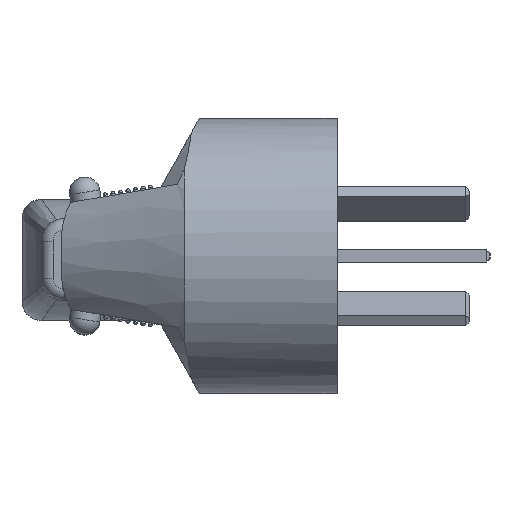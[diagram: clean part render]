
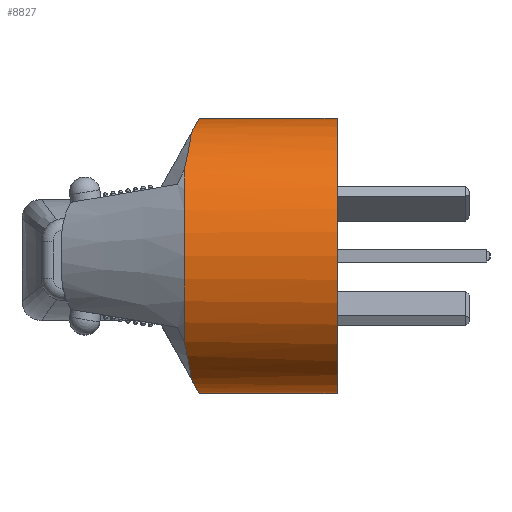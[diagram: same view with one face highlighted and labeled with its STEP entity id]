
A CAD part, top view. The second image highlights one B-rep face of the part: STEP entity #8827.
In plain terms, the highlighted cylindrical face has radius 18 mm (diameter 36 mm), a partial arc.
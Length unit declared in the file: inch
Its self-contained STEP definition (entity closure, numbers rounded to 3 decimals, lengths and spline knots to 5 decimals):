
#48 = CARTESIAN_POINT ( 'NONE',  ( 0.76122, -0.43042, -0.56303 ) ) ;
#223 = EDGE_CURVE ( 'NONE', #1230, #7700, #2281, .T. ) ;
#243 = CARTESIAN_POINT ( 'NONE',  ( 0.76021, -0.42283, -0.56873 ) ) ;
#382 = CARTESIAN_POINT ( 'NONE',  ( 0.75121, -0.32045, -0.63207 ) ) ;
#828 = CARTESIAN_POINT ( 'NONE',  ( 0.75121, -0.32045, 0.63207 ) ) ;
#1136 = VERTEX_POINT ( 'NONE', #6023 ) ;
#1186 = CARTESIAN_POINT ( 'NONE',  ( 0.77215, -0.49415, 0.50811 ) ) ;
#1230 = VERTEX_POINT ( 'NONE', #382 ) ;
#1275 = CARTESIAN_POINT ( 'NONE',  ( 0.7651, -0.4561, 0.54239 ) ) ;
#1335 =( BOUNDED_CURVE ( )  B_SPLINE_CURVE ( 3, ( #12229, #12407, #10904, #2245 ),
 .UNSPECIFIED., .F., .T. ) 
 B_SPLINE_CURVE_WITH_KNOTS ( ( 4, 4 ),
 ( 3.14159, 3.61081 ),
 .UNSPECIFIED. ) 
 CURVE ( )  GEOMETRIC_REPRESENTATION_ITEM ( )  RATIONAL_B_SPLINE_CURVE ( ( 1., 0.982, 0.982, 1. ) ) 
 REPRESENTATION_ITEM ( '' )  );
#1367 = CARTESIAN_POINT ( 'NONE',  ( 0.76302, -0.44285, -0.55326 ) ) ;
#1678 = DIRECTION ( 'NONE',  ( 0., 0., -1. ) ) ;
#1860 = DIRECTION ( 'NONE',  ( 1., 0., 0. ) ) ;
#2245 = CARTESIAN_POINT ( 'NONE',  ( 0.75121, -0.32045, -0.63207 ) ) ;
#2281 = B_SPLINE_CURVE_WITH_KNOTS ( 'NONE', 3,
 ( #17487, #14367, #11633, #15798, #4192, #17303, #17201, #4482, #7383, #13140, #243, #48, #7194, #1367, #4571, #13041, #11345, #8887, #4386 ),
 .UNSPECIFIED., .F., .F.,
 ( 4, 2, 1, 2, 2, 2, 1, 1, 2, 2, 4 ),
 ( 0., 0.125, 0.1875, 0.21875, 0.25, 0.375, 0.4375, 0.46875, 0.48438, 0.5, 1. ),
 .UNSPECIFIED. ) ;
#2720 = CARTESIAN_POINT ( 'NONE',  ( 1.41732, 0., 0. ) ) ;
#2794 = CARTESIAN_POINT ( 'NONE',  ( 0.75661, -0.39175, 0.59055 ) ) ;
#2814 = VECTOR ( 'NONE', #17196, 39.37008 ) ;
#2895 = CARTESIAN_POINT ( 'NONE',  ( 0.7874, -0.55373, 0.44225 ) ) ;
#3147 = CARTESIAN_POINT ( 'NONE',  ( 0.70866, 0., 0.70866 ) ) ;
#3677 = ORIENTED_EDGE ( 'NONE', *, *, #4558, .T. ) ;
#4192 = CARTESIAN_POINT ( 'NONE',  ( 0.75437, -0.36783, -0.60578 ) ) ;
#4340 = CIRCLE ( 'NONE', #13974, 0.70866 ) ;
#4386 = CARTESIAN_POINT ( 'NONE',  ( 0.7874, -0.55373, -0.44225 ) ) ;
#4482 = CARTESIAN_POINT ( 'NONE',  ( 0.75582, -0.38374, -0.59578 ) ) ;
#4558 = EDGE_CURVE ( 'NONE', #16764, #16904, #6148, .T. ) ;
#4571 = CARTESIAN_POINT ( 'NONE',  ( 0.7634, -0.44531, -0.55127 ) ) ;
#4723 = EDGE_CURVE ( 'NONE', #18635, #9197, #12774, .T. ) ;
#5244 = LINE ( 'NONE', #18418, #8523 ) ;
#5347 = CARTESIAN_POINT ( 'NONE',  ( 0.7703, -0.48511, 0.51675 ) ) ;
#5425 = DIRECTION ( 'NONE',  ( 0., 0., -1. ) ) ;
#5613 = CARTESIAN_POINT ( 'NONE',  ( 0.77805, -0.52071, 0.48135 ) ) ;
#5636 = DIRECTION ( 'NONE',  ( 0., 0., -1. ) ) ;
#6023 = CARTESIAN_POINT ( 'NONE',  ( 0.7874, -0.55373, 0.44225 ) ) ;
#6148 = CIRCLE ( 'NONE', #12464, 0.70866 ) ;
#6295 = CARTESIAN_POINT ( 'NONE',  ( 0.7874, -0.55373, -0.44225 ) ) ;
#6765 = CARTESIAN_POINT ( 'NONE',  ( 0., 0., -0.70866 ) ) ;
#6840 = CARTESIAN_POINT ( 'NONE',  ( 0.76086, -0.42799, 0.56496 ) ) ;
#6901 = EDGE_CURVE ( 'NONE', #16764, #18635, #9920, .T. ) ;
#7194 = CARTESIAN_POINT ( 'NONE',  ( 0.76247, -0.43914, -0.55621 ) ) ;
#7195 = CARTESIAN_POINT ( 'NONE',  ( 0.75121, -0.32045, 0.63207 ) ) ;
#7280 = CARTESIAN_POINT ( 'NONE',  ( 1.41732, 0., 0.70866 ) ) ;
#7383 = CARTESIAN_POINT ( 'NONE',  ( 0.75712, -0.39704, -0.58713 ) ) ;
#7384 = CARTESIAN_POINT ( 'NONE',  ( 0.70866, 0., 0.70866 ) ) ;
#7651 = ORIENTED_EDGE ( 'NONE', *, *, #223, .T. ) ;
#7700 = VERTEX_POINT ( 'NONE', #6295 ) ;
#8326 = DIRECTION ( 'NONE',  ( 1., 0., 0. ) ) ;
#8517 = CARTESIAN_POINT ( 'NONE',  ( 0.7524, -0.34344, 0.62041 ) ) ;
#8523 = VECTOR ( 'NONE', #18056, 39.37008 ) ;
#8611 = CARTESIAN_POINT ( 'NONE',  ( 0.78248, -0.53767, 0.46235 ) ) ;
#8779 = ORIENTED_EDGE ( 'NONE', *, *, #9063, .F. ) ;
#8827 = ADVANCED_FACE ( 'NONE', ( #17140 ), #9778, .T. ) ;
#8887 = CARTESIAN_POINT ( 'NONE',  ( 0.77756, -0.52161, -0.48247 ) ) ;
#9063 = EDGE_CURVE ( 'NONE', #1136, #7700, #4340, .T. ) ;
#9197 = VERTEX_POINT ( 'NONE', #828 ) ;
#9335 = EDGE_CURVE ( 'NONE', #1136, #9197, #14679, .T. ) ;
#9662 = CARTESIAN_POINT ( 'NONE',  ( 0.76772, -0.4713, 0.52926 ) ) ;
#9758 = CARTESIAN_POINT ( 'NONE',  ( 0.75717, -0.39702, 0.58701 ) ) ;
#9778 = CYLINDRICAL_SURFACE ( 'NONE', #14863, 0.70866 ) ;
#9920 = LINE ( 'NONE', #7280, #2814 ) ;
#10309 = CARTESIAN_POINT ( 'NONE',  ( 0.72311, -0.22067, 0.68266 ) ) ;
#10904 = CARTESIAN_POINT ( 'NONE',  ( 0.72311, -0.22067, -0.68266 ) ) ;
#11345 = CARTESIAN_POINT ( 'NONE',  ( 0.76968, -0.48584, -0.51824 ) ) ;
#11354 = CARTESIAN_POINT ( 'NONE',  ( 0.76397, -0.44903, 0.54825 ) ) ;
#11633 = CARTESIAN_POINT ( 'NONE',  ( 0.75251, -0.34318, -0.62015 ) ) ;
#12229 = CARTESIAN_POINT ( 'NONE',  ( 0.70866, 0., -0.70866 ) ) ;
#12401 = ORIENTED_EDGE ( 'NONE', *, *, #17218, .T. ) ;
#12407 = CARTESIAN_POINT ( 'NONE',  ( 0.70866, -0.11187, -0.70866 ) ) ;
#12464 = AXIS2_PLACEMENT_3D ( 'NONE', #12760, #8326, #5425 ) ;
#12677 = CARTESIAN_POINT ( 'NONE',  ( 0.75802, -0.40489, 0.58167 ) ) ;
#12760 = CARTESIAN_POINT ( 'NONE',  ( 0., 0., 0. ) ) ;
#12769 = CARTESIAN_POINT ( 'NONE',  ( 0.76647, -0.46433, 0.53541 ) ) ;
#12774 =( BOUNDED_CURVE ( )  B_SPLINE_CURVE ( 3, ( #7384, #13141, #10309, #7195 ),
 .UNSPECIFIED., .F., .T. ) 
 B_SPLINE_CURVE_WITH_KNOTS ( ( 4, 4 ),
 ( 3.14159, 3.61081 ),
 .UNSPECIFIED. ) 
 CURVE ( )  GEOMETRIC_REPRESENTATION_ITEM ( )  RATIONAL_B_SPLINE_CURVE ( ( 1., 0.982, 0.982, 1. ) ) 
 REPRESENTATION_ITEM ( '' )  );
#13041 = CARTESIAN_POINT ( 'NONE',  ( 0.76359, -0.44657, -0.55025 ) ) ;
#13140 = CARTESIAN_POINT ( 'NONE',  ( 0.75829, -0.40748, -0.57993 ) ) ;
#13141 = CARTESIAN_POINT ( 'NONE',  ( 0.70866, -0.11187, 0.70866 ) ) ;
#13330 = EDGE_CURVE ( 'NONE', #16448, #1230, #1335, .T. ) ;
#13399 = EDGE_LOOP ( 'NONE', ( #18403, #3677, #12401, #16591, #7651, #8779, #15140, #18652 ) ) ;
#13974 = AXIS2_PLACEMENT_3D ( 'NONE', #14589, #1860, #1678 ) ;
#14291 = CARTESIAN_POINT ( 'NONE',  ( 0.75121, -0.32045, 0.63207 ) ) ;
#14367 = CARTESIAN_POINT ( 'NONE',  ( 0.7518, -0.33194, -0.62625 ) ) ;
#14589 = CARTESIAN_POINT ( 'NONE',  ( 0.7874, 0., 0. ) ) ;
#14679 = B_SPLINE_CURVE_WITH_KNOTS ( 'NONE', 3,
 ( #2895, #8611, #5613, #1186, #5347, #9662, #12769, #1275, #15618, #18525, #11354, #17120, #6840, #15711, #12677, #9758, #2794, #17030, #18345, #8517, #14291 ),
 .UNSPECIFIED., .F., .F.,
 ( 4, 2, 2, 1, 1, 2, 2, 2, 1, 2, 2, 4 ),
 ( 0., 0.25, 0.375, 0.4375, 0.46875, 0.48438, 0.5, 0.625, 0.6875, 0.71875, 0.75, 1. ),
 .UNSPECIFIED. ) ;
#14863 = AXIS2_PLACEMENT_3D ( 'NONE', #2720, #17338, #5636 ) ;
#15140 = ORIENTED_EDGE ( 'NONE', *, *, #9335, .T. ) ;
#15618 = CARTESIAN_POINT ( 'NONE',  ( 0.76453, -0.45255, 0.54534 ) ) ;
#15711 = CARTESIAN_POINT ( 'NONE',  ( 0.75894, -0.41264, 0.57617 ) ) ;
#15798 = CARTESIAN_POINT ( 'NONE',  ( 0.75372, -0.35968, -0.61063 ) ) ;
#16448 = VERTEX_POINT ( 'NONE', #18377 ) ;
#16591 = ORIENTED_EDGE ( 'NONE', *, *, #13330, .T. ) ;
#16764 = VERTEX_POINT ( 'NONE', #17805 ) ;
#16904 = VERTEX_POINT ( 'NONE', #6765 ) ;
#17030 = CARTESIAN_POINT ( 'NONE',  ( 0.75634, -0.38906, 0.59232 ) ) ;
#17120 = CARTESIAN_POINT ( 'NONE',  ( 0.76226, -0.43801, 0.55723 ) ) ;
#17140 = FACE_OUTER_BOUND ( 'NONE', #13399, .T. ) ;
#17196 = DIRECTION ( 'NONE',  ( 1., 0., 0. ) ) ;
#17201 = CARTESIAN_POINT ( 'NONE',  ( 0.75557, -0.38114, -0.59745 ) ) ;
#17218 = EDGE_CURVE ( 'NONE', #16904, #16448, #5244, .T. ) ;
#17303 = CARTESIAN_POINT ( 'NONE',  ( 0.75508, -0.37583, -0.6008 ) ) ;
#17338 = DIRECTION ( 'NONE',  ( 1., 0., 0. ) ) ;
#17487 = CARTESIAN_POINT ( 'NONE',  ( 0.75121, -0.32045, -0.63207 ) ) ;
#17805 = CARTESIAN_POINT ( 'NONE',  ( 0., 0., 0.70866 ) ) ;
#18056 = DIRECTION ( 'NONE',  ( 1., 0., 0. ) ) ;
#18345 = CARTESIAN_POINT ( 'NONE',  ( 0.75402, -0.36546, 0.60767 ) ) ;
#18377 = CARTESIAN_POINT ( 'NONE',  ( 0.70866, 0., -0.70866 ) ) ;
#18403 = ORIENTED_EDGE ( 'NONE', *, *, #6901, .F. ) ;
#18418 = CARTESIAN_POINT ( 'NONE',  ( 1.41732, 0., -0.70866 ) ) ;
#18525 = CARTESIAN_POINT ( 'NONE',  ( 0.76415, -0.45018, 0.5473 ) ) ;
#18635 = VERTEX_POINT ( 'NONE', #3147 ) ;
#18652 = ORIENTED_EDGE ( 'NONE', *, *, #4723, .F. ) ;
